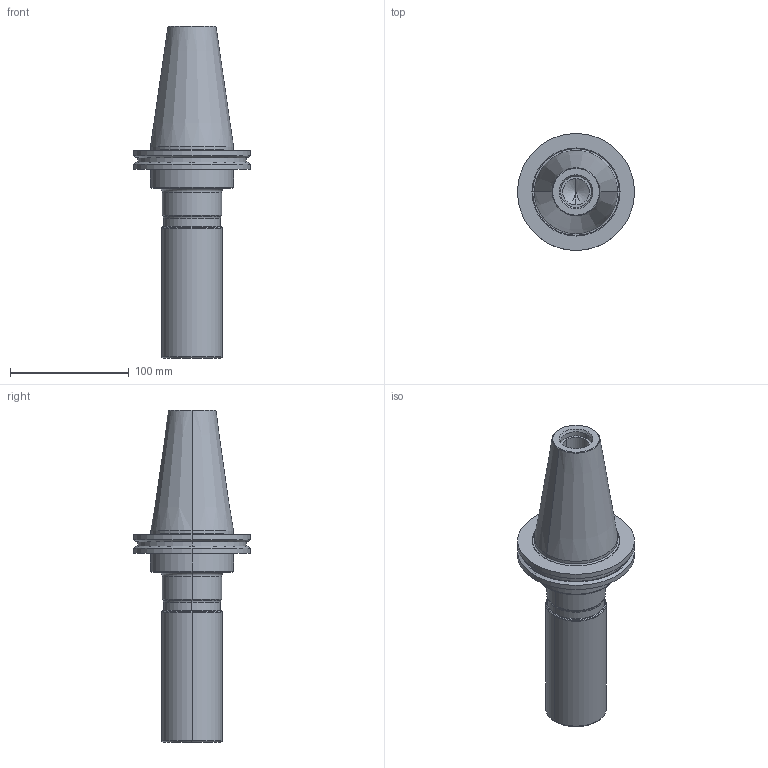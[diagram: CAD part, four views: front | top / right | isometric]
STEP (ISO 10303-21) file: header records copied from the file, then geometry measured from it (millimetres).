
FILE_DESCRIPTION(/* description */ (''),/* implementation_level */ '2;1');
FILE_NAME(/* name */ 'SPX4R3224CAT50NS_IR0_047.stp',/* time_stamp */ '2023-03-10T14:03:04+09:00',/* author */ (''),/* organization */ (''),/* preprocessor_version */ 'ST-DEVELOPER v16',/* originating_system */ 'SIEMENS PLM Software NX 10.0',/* authorisation */ '');
FILE_SCHEMA (('AUTOMOTIVE_DESIGN { 1 0 10303 214 3 1 1 1 }'));
Length unit declared in the file: millimetre
Products named in the file (1): SPX4R3224CAT50NS_IR0_047_ASM
Bounding box: 98.42 x 98.42 x 279.4 mm (x, y, z)
Volume: 834279.6 mm3; surface area: 95609.6 mm2
Topology: 2 solids, 2 shells, 88 faces, 187 edges, 117 vertices
Faces by surface type: cone 32, cylinder 24, torus 22, plane 10
Entity records: 2455 total; most frequent: DIRECTION 497, CARTESIAN_POINT 378, ORIENTED_EDGE 348, AXIS2_PLACEMENT_3D 218, EDGE_CURVE 174, CIRCLE 122, EDGE_LOOP 98, VERTEX_POINT 98
